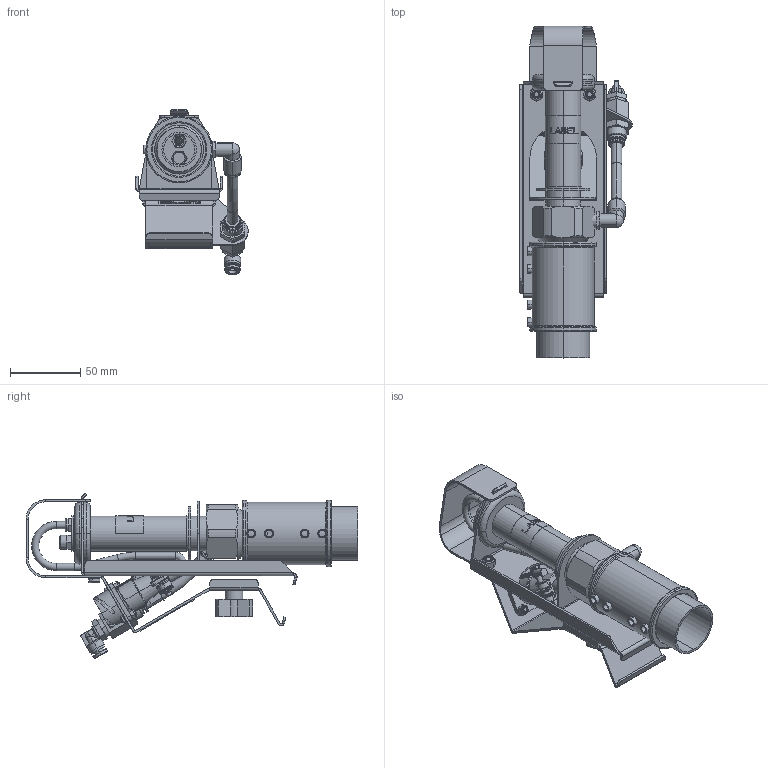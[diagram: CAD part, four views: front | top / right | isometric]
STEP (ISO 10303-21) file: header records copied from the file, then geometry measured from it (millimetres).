
FILE_DESCRIPTION (( 'STEP AP203' ), '1' );
FILE_NAME ('Infrared_Temperature_Sensor.STEP', '2017-11-15T07:31:15', ( 'ITS' ), ( 'ITW Welding Group' ), 'SwSTEP 2.0', 'SolidWorks 2016', '' );
FILE_SCHEMA (( 'CONFIG_CONTROL_DESIGN' ));
Length unit declared in the file: inch
Products named in the file (1): Infrared_Temperature_Sensor
Bounding box: 80.06 x 236.91 x 117.99 mm (x, y, z)
Surface area: 129310.1 mm2 (no closed solid volume)
Topology: 0 solids, 75 shells, 951 faces, 3004 edges, 2046 vertices
Faces by surface type: cylinder 389, plane 335, torus 113, cone 80, bspline 23, sphere 11
Entity records: 36850 total; most frequent: CARTESIAN_POINT 10402, DIRECTION 5877, ORIENTED_EDGE 4773, EDGE_CURVE 2993, AXIS2_PLACEMENT_3D 2311, VERTEX_POINT 2043, CIRCLE 1382, VECTOR 1255
